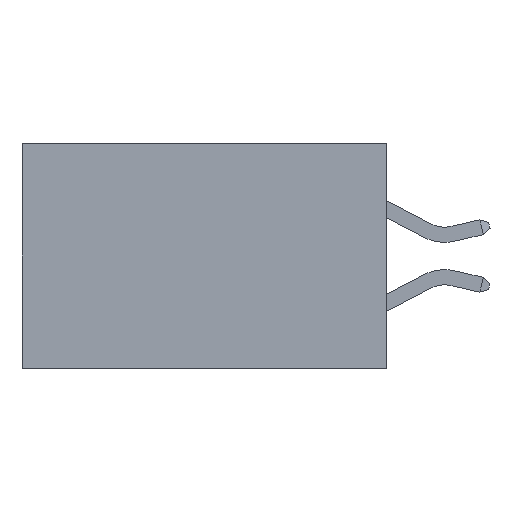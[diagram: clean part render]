
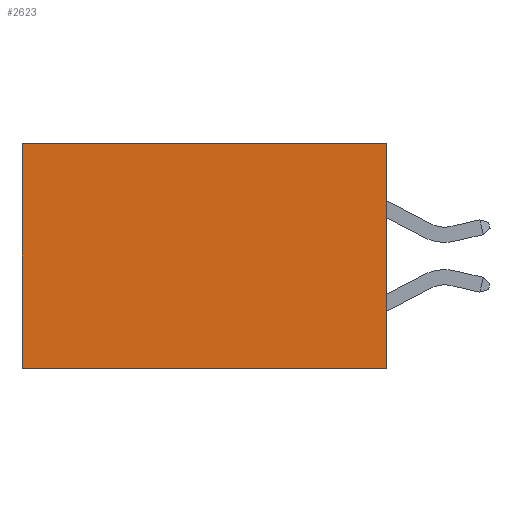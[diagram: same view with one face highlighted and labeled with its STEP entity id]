
A CAD part, left-side view. The second image highlights one B-rep face of the part: STEP entity #2623.
In plain terms, the highlighted planar face has unit normal (-1, 0, 0).
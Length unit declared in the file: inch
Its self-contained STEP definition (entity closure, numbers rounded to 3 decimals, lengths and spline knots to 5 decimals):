
#385 = PLANE ( 'NONE',  #1417 ) ;
#1009 = VERTEX_POINT ( 'NONE', #12045 ) ;
#1051 = ORIENTED_EDGE ( 'NONE', *, *, #10793, .T. ) ;
#1218 = CARTESIAN_POINT ( 'NONE',  ( 0.298, 0.6, 0. ) ) ;
#1417 = AXIS2_PLACEMENT_3D ( 'NONE', #9702, #9222, #8800 ) ;
#2277 = VECTOR ( 'NONE', #4380, 39.37008 ) ;
#2426 = FACE_OUTER_BOUND ( 'NONE', #6475, .T. ) ;
#2452 = EDGE_CURVE ( 'NONE', #2880, #3634, #9732, .T. ) ;
#2623 = ADVANCED_FACE ( 'NONE', ( #2426 ), #385, .F. ) ;
#2880 = VERTEX_POINT ( 'NONE', #1218 ) ;
#3634 = VERTEX_POINT ( 'NONE', #4221 ) ;
#4221 = CARTESIAN_POINT ( 'NONE',  ( 0.298, 0.6, -0.37 ) ) ;
#4376 = DIRECTION ( 'NONE',  ( 0., 1., 0. ) ) ;
#4380 = DIRECTION ( 'NONE',  ( 0., 0., -1. ) ) ;
#4656 = CARTESIAN_POINT ( 'NONE',  ( 0.298, 0., 0. ) ) ;
#5641 = VERTEX_POINT ( 'NONE', #7284 ) ;
#5667 = DIRECTION ( 'NONE',  ( 0., 1., 0. ) ) ;
#6475 = EDGE_LOOP ( 'NONE', ( #11043, #8484, #11339, #1051 ) ) ;
#6983 = CARTESIAN_POINT ( 'NONE',  ( 0.298, 0., 0. ) ) ;
#7284 = CARTESIAN_POINT ( 'NONE',  ( 0.298, 0., 0. ) ) ;
#7415 = LINE ( 'NONE', #6983, #9649 ) ;
#7789 = VECTOR ( 'NONE', #5667, 39.37008 ) ;
#7994 = EDGE_CURVE ( 'NONE', #5641, #1009, #7415, .T. ) ;
#8484 = ORIENTED_EDGE ( 'NONE', *, *, #11670, .F. ) ;
#8677 = DIRECTION ( 'NONE',  ( 0., 0., -1. ) ) ;
#8800 = DIRECTION ( 'NONE',  ( 0., 0., -1. ) ) ;
#9222 = DIRECTION ( 'NONE',  ( 1., 0., 0. ) ) ;
#9649 = VECTOR ( 'NONE', #8677, 39.37008 ) ;
#9702 = CARTESIAN_POINT ( 'NONE',  ( 0.298, 0., 0. ) ) ;
#9732 = LINE ( 'NONE', #10694, #2277 ) ;
#10317 = LINE ( 'NONE', #4656, #7789 ) ;
#10694 = CARTESIAN_POINT ( 'NONE',  ( 0.298, 0.6, 0. ) ) ;
#10764 = VECTOR ( 'NONE', #4376, 39.37008 ) ;
#10793 = EDGE_CURVE ( 'NONE', #5641, #2880, #10317, .T. ) ;
#11043 = ORIENTED_EDGE ( 'NONE', *, *, #2452, .T. ) ;
#11112 = CARTESIAN_POINT ( 'NONE',  ( 0.298, 0., -0.37 ) ) ;
#11339 = ORIENTED_EDGE ( 'NONE', *, *, #7994, .F. ) ;
#11670 = EDGE_CURVE ( 'NONE', #1009, #3634, #11675, .T. ) ;
#11675 = LINE ( 'NONE', #11112, #10764 ) ;
#12045 = CARTESIAN_POINT ( 'NONE',  ( 0.298, 0., -0.37 ) ) ;
